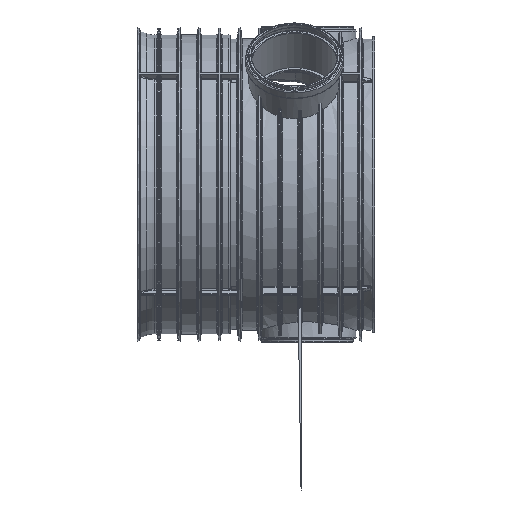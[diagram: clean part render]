
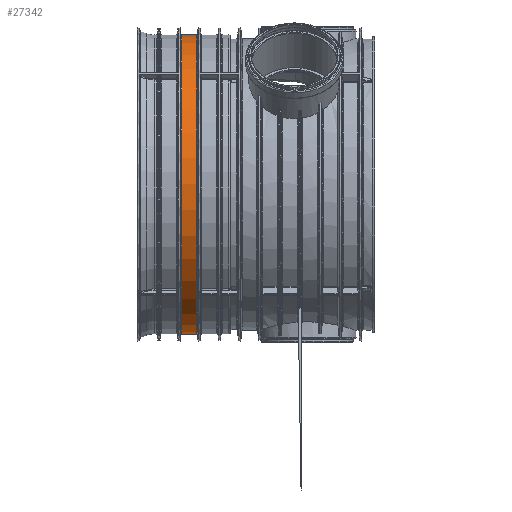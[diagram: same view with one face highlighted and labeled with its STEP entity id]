
A CAD part, left-side view. The second image highlights one B-rep face of the part: STEP entity #27342.
In plain terms, the highlighted cylindrical face has radius 350 mm (diameter 700 mm), a full revolution.
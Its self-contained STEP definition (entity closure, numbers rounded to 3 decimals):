
#3577=LINE('',#72628,#4173);
#4173=VECTOR('',#37120,350.);
#4469=CYLINDRICAL_SURFACE('',#30437,350.);
#6213=FACE_OUTER_BOUND('',#7996,.T.);
#7996=EDGE_LOOP('',(#25270,#25271,#25272,#25273,#25274,#25275));
#9895=CIRCLE('',#30435,350.);
#9896=CIRCLE('',#30436,350.);
#9897=CIRCLE('',#30438,350.);
#9898=CIRCLE('',#30439,350.);
#12452=VERTEX_POINT('',#72618);
#12453=VERTEX_POINT('',#72620);
#12454=VERTEX_POINT('',#72624);
#12455=VERTEX_POINT('',#72625);
#16727=EDGE_CURVE('',#12453,#12452,#9895,.T.);
#16728=EDGE_CURVE('',#12452,#12453,#9896,.T.);
#16729=EDGE_CURVE('',#12454,#12455,#9897,.T.);
#16730=EDGE_CURVE('',#12455,#12454,#9898,.T.);
#16731=EDGE_CURVE('',#12455,#12453,#3577,.T.);
#25270=ORIENTED_EDGE('',*,*,#16729,.F.);
#25271=ORIENTED_EDGE('',*,*,#16730,.F.);
#25272=ORIENTED_EDGE('',*,*,#16731,.T.);
#25273=ORIENTED_EDGE('',*,*,#16727,.T.);
#25274=ORIENTED_EDGE('',*,*,#16728,.T.);
#25275=ORIENTED_EDGE('',*,*,#16731,.F.);
#27342=ADVANCED_FACE('',(#6213),#4469,.T.);
#30435=AXIS2_PLACEMENT_3D('',#72621,#37110,#37111);
#30436=AXIS2_PLACEMENT_3D('',#72622,#37112,#37113);
#30437=AXIS2_PLACEMENT_3D('',#72623,#37114,#37115);
#30438=AXIS2_PLACEMENT_3D('',#72626,#37116,#37117);
#30439=AXIS2_PLACEMENT_3D('',#72627,#37118,#37119);
#37110=DIRECTION('center_axis',(0.,1.,0.));
#37111=DIRECTION('ref_axis',(1.,0.,0.));
#37112=DIRECTION('center_axis',(0.,1.,0.));
#37113=DIRECTION('ref_axis',(1.,0.,0.));
#37114=DIRECTION('center_axis',(0.,1.,0.));
#37115=DIRECTION('ref_axis',(-1.,0.,0.));
#37116=DIRECTION('center_axis',(0.,1.,0.));
#37117=DIRECTION('ref_axis',(1.,0.,0.));
#37118=DIRECTION('center_axis',(0.,1.,0.));
#37119=DIRECTION('ref_axis',(1.,0.,0.));
#37120=DIRECTION('',(0.,-1.,0.));
#72618=CARTESIAN_POINT('',(0.,408.949,-350.));
#72620=CARTESIAN_POINT('',(350.,408.949,0.));
#72621=CARTESIAN_POINT('Origin',(0.,408.949,0.));
#72622=CARTESIAN_POINT('Origin',(0.,408.949,0.));
#72623=CARTESIAN_POINT('Origin',(0.,426.5,0.));
#72624=CARTESIAN_POINT('',(0.,444.051,-350.));
#72625=CARTESIAN_POINT('',(350.,444.051,0.));
#72626=CARTESIAN_POINT('Origin',(0.,444.051,0.));
#72627=CARTESIAN_POINT('Origin',(0.,444.051,0.));
#72628=CARTESIAN_POINT('',(350.,426.5,0.));
